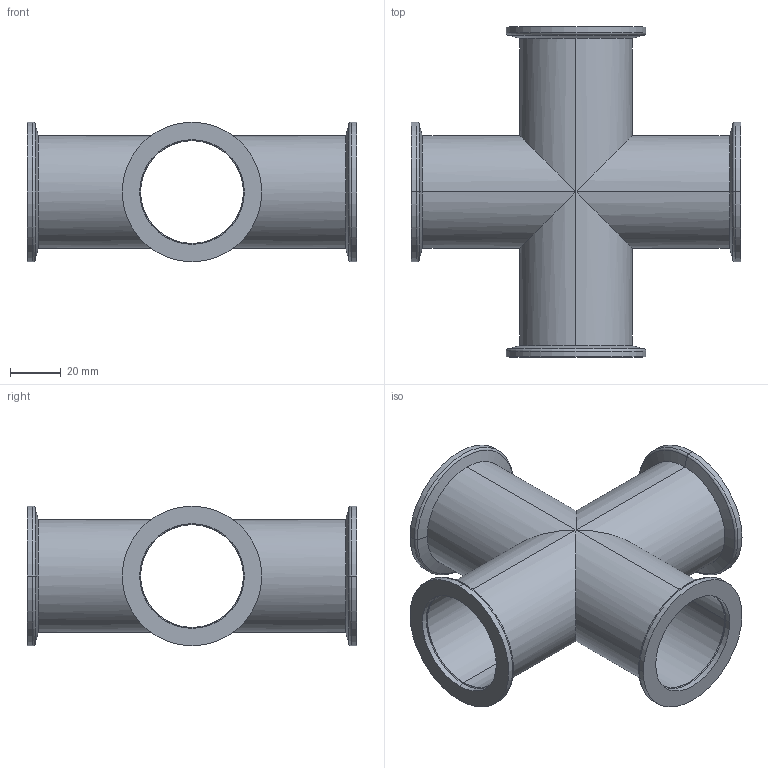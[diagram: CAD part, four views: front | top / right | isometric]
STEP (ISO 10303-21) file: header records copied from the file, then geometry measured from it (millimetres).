
FILE_DESCRIPTION (( 'STEP AP214' ), '1' );
FILE_NAME ('170RKS040.stp', '2017-06-07T12:54:21', ( '' ), ( '' ), 'SwSTEP 2.0', 'SolidWorks 2015', '' );
FILE_SCHEMA (( 'AUTOMOTIVE_DESIGN' ));
Length unit declared in the file: millimetre
Products named in the file (1): 170RKS040
Bounding box: 130 x 130 x 55 mm (x, y, z)
Volume: 66475.6 mm3; surface area: 63101.7 mm2
Topology: 1 solids, 1 shells, 76 faces, 156 edges, 88 vertices
Faces by surface type: cylinder 40, torus 16, plane 12, cone 8
Entity records: 2874 total; most frequent: DIRECTION 394, CARTESIAN_POINT 357, ORIENTED_EDGE 312, AXIS2_PLACEMENT_3D 173, EDGE_CURVE 156, CIRCLE 96, VERTEX_POINT 88, EDGE_LOOP 88
